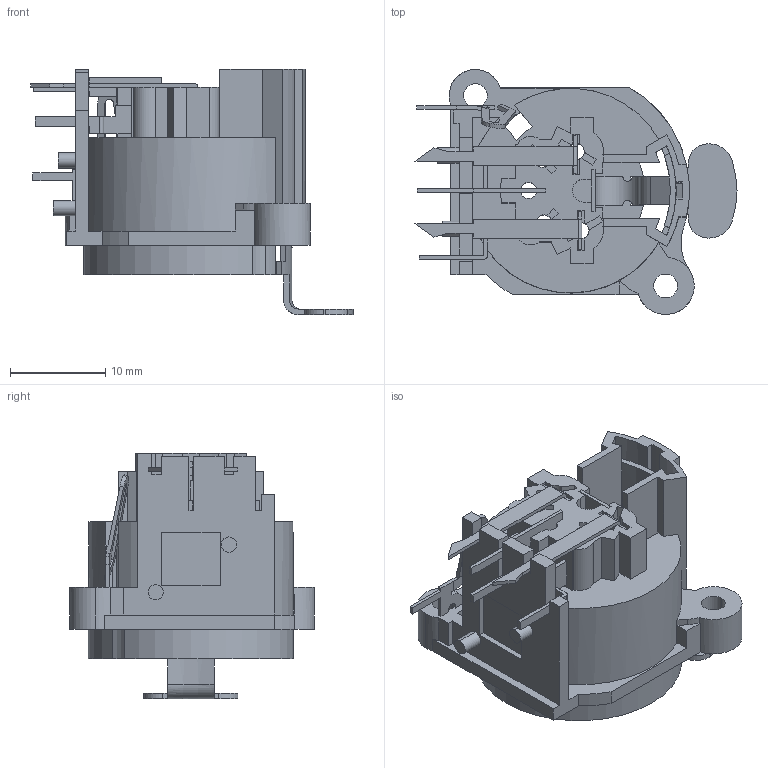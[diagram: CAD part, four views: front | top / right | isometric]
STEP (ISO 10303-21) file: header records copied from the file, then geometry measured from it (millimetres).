
FILE_DESCRIPTION(('FreeCAD Model'),'2;1');
FILE_NAME('IO-XLR5-F-EH.stp', '2024-02-27T14:09:53',('Author'),(''), 'Open CASCADE STEP processor 7.3','FreeCAD','Unknown');
FILE_SCHEMA(('AUTOMOTIVE_DESIGN { 1 0 10303 214 1 1 1 1 }'));
Length unit declared in the file: millimetre
Products named in the file (3): IO-XLR5-F-EH; IO-XLR5-F-EH_Connector
Assembly tree (1 placements, depth 2):
  IO-XLR5-F-EH
    IO-XLR5-F-EH_Connector
  IO-XLR5-F-EH_Connector
Bounding box: 33.84 x 25.74 x 25.8 mm (x, y, z)
Surface area: 13926.8 mm2 (no closed solid volume)
Topology: 0 solids, 18 shells, 1170 faces, 3332 edges, 2212 vertices
Faces by surface type: plane 822, cylinder 180, bspline 152, torus 16
Entity records: 86895 total; most frequent: CARTESIAN_POINT 22334, DIRECTION 11228, LINE 7894, VECTOR 7894, ORIENTED_EDGE 6660, PCURVE 6660, DEFINITIONAL_REPRESENTATION 6660, EDGE_CURVE 3330
